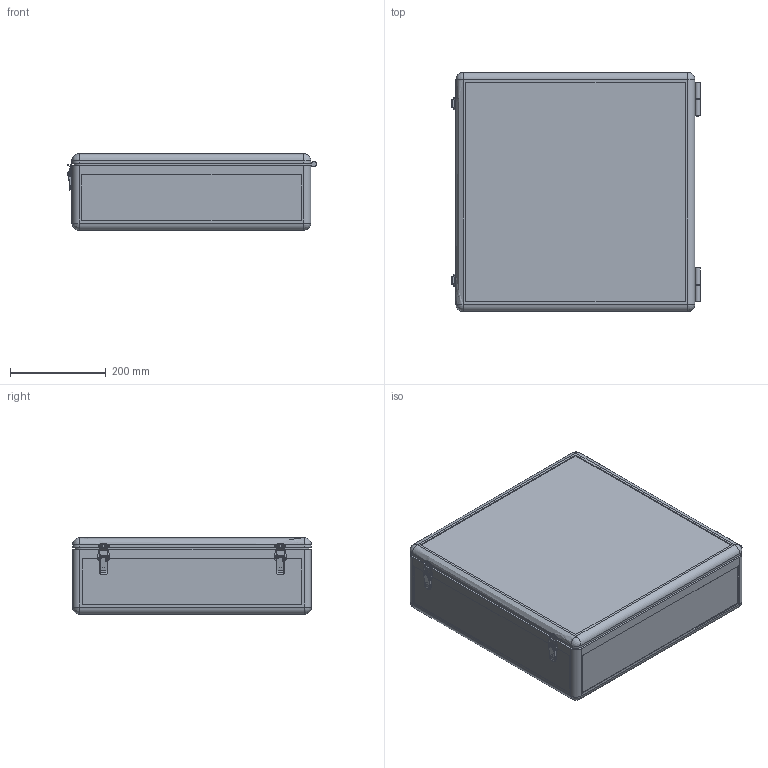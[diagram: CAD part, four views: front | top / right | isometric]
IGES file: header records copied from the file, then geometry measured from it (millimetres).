
Start section: SolidWorks IGES file using analytic representation for surfaces
Global section: file name: CHB-508A-IGS.igs; native system: SolidWorks 2011; preprocessor: SolidWorks 2011; author: tsukiji2557; date: 241127.163230; units: millimetre
Bounding box: 520.6 x 500 x 160 mm (x, y, z)
Surface area: 2423435.1 mm2 (no closed solid volume)
Topology: 0 solids, 0 shells, 2092 faces, 18599 edges, 18530 vertices
Faces by surface type: bspline 1558, revolution 534
